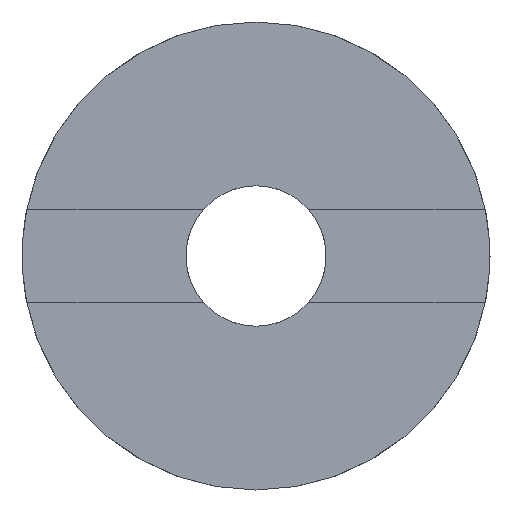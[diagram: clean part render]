
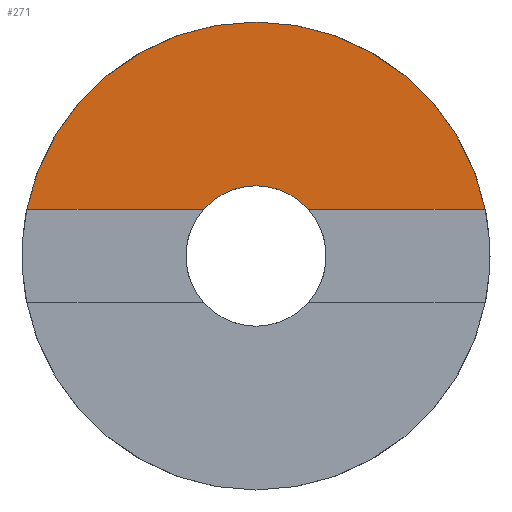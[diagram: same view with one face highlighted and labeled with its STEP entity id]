
A CAD part, left-side view. The second image highlights one B-rep face of the part: STEP entity #271.
In plain terms, the highlighted planar face has unit normal (-1, 0, 0).
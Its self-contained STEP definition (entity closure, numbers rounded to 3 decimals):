
#38 = CARTESIAN_POINT ( 'NONE',  ( 0., 0., 0. ) ) ;
#51 = DIRECTION ( 'NONE',  ( -1., 0., 0. ) ) ;
#52 = ORIENTED_EDGE ( 'NONE', *, *, #516, .F. ) ;
#55 = LINE ( 'NONE', #61, #433 ) ;
#58 = CARTESIAN_POINT ( 'NONE',  ( 0., 2.236, 2. ) ) ;
#61 = CARTESIAN_POINT ( 'NONE',  ( 0., 3., 2. ) ) ;
#72 = CARTESIAN_POINT ( 'NONE',  ( 0., -2.236, 2. ) ) ;
#91 = DIRECTION ( 'NONE',  ( 0., -1., 0. ) ) ;
#96 = EDGE_CURVE ( 'NONE', #448, #458, #192, .T. ) ;
#121 = EDGE_LOOP ( 'NONE', ( #130, #135, #373, #562, #52, #537 ) ) ;
#130 = ORIENTED_EDGE ( 'NONE', *, *, #96, .T. ) ;
#135 = ORIENTED_EDGE ( 'NONE', *, *, #582, .T. ) ;
#137 = AXIS2_PLACEMENT_3D ( 'NONE', #281, #316, #507 ) ;
#144 = DIRECTION ( 'NONE',  ( -1., 0., 0. ) ) ;
#146 = CARTESIAN_POINT ( 'NONE',  ( 0., 0., 0. ) ) ;
#189 = LINE ( 'NONE', #294, #436 ) ;
#192 = CIRCLE ( 'NONE', #584, 10. ) ;
#206 = DIRECTION ( 'NONE',  ( 0., -1., 0. ) ) ;
#223 = CIRCLE ( 'NONE', #415, 3. ) ;
#253 = VERTEX_POINT ( 'NONE', #370 ) ;
#271 = ADVANCED_FACE ( 'NONE', ( #374 ), #425, .F. ) ;
#281 = CARTESIAN_POINT ( 'NONE',  ( 0., 0., 0. ) ) ;
#290 = EDGE_CURVE ( 'NONE', #475, #399, #491, .T. ) ;
#294 = CARTESIAN_POINT ( 'NONE',  ( 0., 3., 2. ) ) ;
#316 = DIRECTION ( 'NONE',  ( -1., 0., 0. ) ) ;
#320 = VERTEX_POINT ( 'NONE', #72 ) ;
#346 = DIRECTION ( 'NONE',  ( 0., 0., 1. ) ) ;
#347 = DIRECTION ( 'NONE',  ( -1., 0., 0. ) ) ;
#370 = CARTESIAN_POINT ( 'NONE',  ( 0., 9.798, 2. ) ) ;
#373 = ORIENTED_EDGE ( 'NONE', *, *, #391, .T. ) ;
#374 = FACE_OUTER_BOUND ( 'NONE', #121, .T. ) ;
#391 = EDGE_CURVE ( 'NONE', #253, #399, #55, .T. ) ;
#395 = CARTESIAN_POINT ( 'NONE',  ( 0., 0., 0. ) ) ;
#399 = VERTEX_POINT ( 'NONE', #58 ) ;
#415 = AXIS2_PLACEMENT_3D ( 'NONE', #38, #144, #346 ) ;
#425 = PLANE ( 'NONE',  #598 ) ;
#433 = VECTOR ( 'NONE', #206, 1000. ) ;
#435 = CARTESIAN_POINT ( 'NONE',  ( 0., 0., 3. ) ) ;
#436 = VECTOR ( 'NONE', #91, 1000. ) ;
#448 = VERTEX_POINT ( 'NONE', #586 ) ;
#458 = VERTEX_POINT ( 'NONE', #631 ) ;
#464 = CARTESIAN_POINT ( 'NONE',  ( 0., 3., 0. ) ) ;
#468 = DIRECTION ( 'NONE',  ( 1., 0., 0. ) ) ;
#474 = EDGE_CURVE ( 'NONE', #320, #448, #189, .T. ) ;
#475 = VERTEX_POINT ( 'NONE', #435 ) ;
#491 = CIRCLE ( 'NONE', #137, 3. ) ;
#507 = DIRECTION ( 'NONE',  ( 0., 0., 1. ) ) ;
#516 = EDGE_CURVE ( 'NONE', #320, #475, #223, .T. ) ;
#523 = DIRECTION ( 'NONE',  ( 0., 0., -1. ) ) ;
#532 = CIRCLE ( 'NONE', #561, 10. ) ;
#537 = ORIENTED_EDGE ( 'NONE', *, *, #474, .T. ) ;
#544 = DIRECTION ( 'NONE',  ( 0., 0., 1. ) ) ;
#561 = AXIS2_PLACEMENT_3D ( 'NONE', #146, #347, #544 ) ;
#562 = ORIENTED_EDGE ( 'NONE', *, *, #290, .F. ) ;
#582 = EDGE_CURVE ( 'NONE', #458, #253, #532, .T. ) ;
#584 = AXIS2_PLACEMENT_3D ( 'NONE', #395, #51, #595 ) ;
#586 = CARTESIAN_POINT ( 'NONE',  ( 0., -9.798, 2. ) ) ;
#595 = DIRECTION ( 'NONE',  ( 0., 0., 1. ) ) ;
#598 = AXIS2_PLACEMENT_3D ( 'NONE', #464, #468, #523 ) ;
#631 = CARTESIAN_POINT ( 'NONE',  ( 0., 0., 10. ) ) ;
